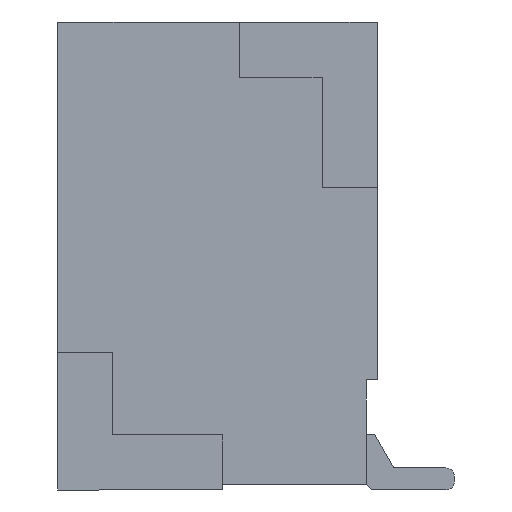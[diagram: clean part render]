
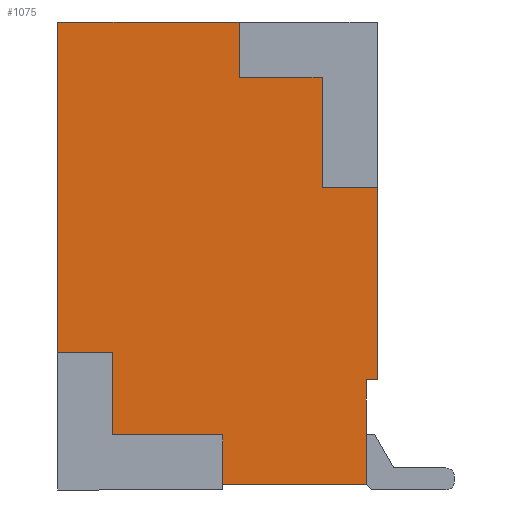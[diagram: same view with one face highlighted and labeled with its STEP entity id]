
A CAD part, left-side view. The second image highlights one B-rep face of the part: STEP entity #1075.
In plain terms, the highlighted planar face has unit normal (-1, 0, 0).
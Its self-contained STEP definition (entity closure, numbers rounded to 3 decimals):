
#343 = VERTEX_POINT('',#344);
#344 = CARTESIAN_POINT('',(-4.,-0.675,0.05));
#350 = EDGE_CURVE('',#343,#351,#353,.T.);
#351 = VERTEX_POINT('',#352);
#352 = CARTESIAN_POINT('',(-4.,-0.675,1.));
#353 = LINE('',#354,#355);
#354 = CARTESIAN_POINT('',(-4.,-0.675,1.));
#355 = VECTOR('',#356,1.);
#356 = DIRECTION('',(0.,0.,1.));
#719 = VERTEX_POINT('',#720);
#720 = CARTESIAN_POINT('',(-4.,2.125,4.25));
#726 = EDGE_CURVE('',#727,#719,#729,.T.);
#727 = VERTEX_POINT('',#728);
#728 = CARTESIAN_POINT('',(-4.,2.125,1.25));
#729 = LINE('',#730,#731);
#730 = CARTESIAN_POINT('',(-4.,2.125,0.));
#731 = VECTOR('',#732,1.);
#732 = DIRECTION('',(0.,0.,1.));
#966 = VERTEX_POINT('',#967);
#967 = CARTESIAN_POINT('',(-4.,-0.775,1.));
#973 = EDGE_CURVE('',#351,#966,#974,.T.);
#974 = LINE('',#975,#976);
#975 = CARTESIAN_POINT('',(-4.,-0.675,1.));
#976 = VECTOR('',#977,1.);
#977 = DIRECTION('',(0.,-1.,0.));
#1075 = ADVANCED_FACE('',(#1076),#1165,.T.);
#1076 = FACE_BOUND('',#1077,.T.);
#1077 = EDGE_LOOP('',(#1078,#1088,#1094,#1095,#1096,#1104,#1112,#1120,
    #1128,#1136,#1142,#1143,#1151,#1159));
#1078 = ORIENTED_EDGE('',*,*,#1079,.T.);
#1079 = EDGE_CURVE('',#1080,#1082,#1084,.T.);
#1080 = VERTEX_POINT('',#1081);
#1081 = CARTESIAN_POINT('',(-4.,0.625,0.5));
#1082 = VERTEX_POINT('',#1083);
#1083 = CARTESIAN_POINT('',(-4.,0.625,0.05));
#1084 = LINE('',#1085,#1086);
#1085 = CARTESIAN_POINT('',(-4.,0.625,0.5));
#1086 = VECTOR('',#1087,1.);
#1087 = DIRECTION('',(0.,0.,-1.));
#1088 = ORIENTED_EDGE('',*,*,#1089,.F.);
#1089 = EDGE_CURVE('',#343,#1082,#1090,.T.);
#1090 = LINE('',#1091,#1092);
#1091 = CARTESIAN_POINT('',(-4.,-0.675,0.05));
#1092 = VECTOR('',#1093,1.);
#1093 = DIRECTION('',(0.,1.,0.));
#1094 = ORIENTED_EDGE('',*,*,#350,.T.);
#1095 = ORIENTED_EDGE('',*,*,#973,.T.);
#1096 = ORIENTED_EDGE('',*,*,#1097,.F.);
#1097 = EDGE_CURVE('',#1098,#966,#1100,.T.);
#1098 = VERTEX_POINT('',#1099);
#1099 = CARTESIAN_POINT('',(-4.,-0.775,2.75));
#1100 = LINE('',#1101,#1102);
#1101 = CARTESIAN_POINT('',(-4.,-0.775,0.));
#1102 = VECTOR('',#1103,1.);
#1103 = DIRECTION('',(0.,0.,-1.));
#1104 = ORIENTED_EDGE('',*,*,#1105,.T.);
#1105 = EDGE_CURVE('',#1098,#1106,#1108,.T.);
#1106 = VERTEX_POINT('',#1107);
#1107 = CARTESIAN_POINT('',(-4.,-0.275,2.75));
#1108 = LINE('',#1109,#1110);
#1109 = CARTESIAN_POINT('',(-4.,-0.275,2.75));
#1110 = VECTOR('',#1111,1.);
#1111 = DIRECTION('',(0.,1.,0.));
#1112 = ORIENTED_EDGE('',*,*,#1113,.T.);
#1113 = EDGE_CURVE('',#1106,#1114,#1116,.T.);
#1114 = VERTEX_POINT('',#1115);
#1115 = CARTESIAN_POINT('',(-4.,-0.275,3.75));
#1116 = LINE('',#1117,#1118);
#1117 = CARTESIAN_POINT('',(-4.,-0.275,3.75));
#1118 = VECTOR('',#1119,1.);
#1119 = DIRECTION('',(0.,0.,1.));
#1120 = ORIENTED_EDGE('',*,*,#1121,.T.);
#1121 = EDGE_CURVE('',#1114,#1122,#1124,.T.);
#1122 = VERTEX_POINT('',#1123);
#1123 = CARTESIAN_POINT('',(-4.,0.475,3.75));
#1124 = LINE('',#1125,#1126);
#1125 = CARTESIAN_POINT('',(-4.,0.475,3.75));
#1126 = VECTOR('',#1127,1.);
#1127 = DIRECTION('',(0.,1.,0.));
#1128 = ORIENTED_EDGE('',*,*,#1129,.T.);
#1129 = EDGE_CURVE('',#1122,#1130,#1132,.T.);
#1130 = VERTEX_POINT('',#1131);
#1131 = CARTESIAN_POINT('',(-4.,0.475,4.25));
#1132 = LINE('',#1133,#1134);
#1133 = CARTESIAN_POINT('',(-4.,0.475,4.25));
#1134 = VECTOR('',#1135,1.);
#1135 = DIRECTION('',(0.,0.,1.));
#1136 = ORIENTED_EDGE('',*,*,#1137,.F.);
#1137 = EDGE_CURVE('',#719,#1130,#1138,.T.);
#1138 = LINE('',#1139,#1140);
#1139 = CARTESIAN_POINT('',(-4.,-0.775,4.25));
#1140 = VECTOR('',#1141,1.);
#1141 = DIRECTION('',(0.,-1.,0.));
#1142 = ORIENTED_EDGE('',*,*,#726,.F.);
#1143 = ORIENTED_EDGE('',*,*,#1144,.T.);
#1144 = EDGE_CURVE('',#727,#1145,#1147,.T.);
#1145 = VERTEX_POINT('',#1146);
#1146 = CARTESIAN_POINT('',(-4.,1.625,1.25));
#1147 = LINE('',#1148,#1149);
#1148 = CARTESIAN_POINT('',(-4.,2.125,1.25));
#1149 = VECTOR('',#1150,1.);
#1150 = DIRECTION('',(0.,-1.,0.));
#1151 = ORIENTED_EDGE('',*,*,#1152,.T.);
#1152 = EDGE_CURVE('',#1145,#1153,#1155,.T.);
#1153 = VERTEX_POINT('',#1154);
#1154 = CARTESIAN_POINT('',(-4.,1.625,0.5));
#1155 = LINE('',#1156,#1157);
#1156 = CARTESIAN_POINT('',(-4.,1.625,1.25));
#1157 = VECTOR('',#1158,1.);
#1158 = DIRECTION('',(0.,0.,-1.));
#1159 = ORIENTED_EDGE('',*,*,#1160,.T.);
#1160 = EDGE_CURVE('',#1153,#1080,#1161,.T.);
#1161 = LINE('',#1162,#1163);
#1162 = CARTESIAN_POINT('',(-4.,1.625,0.5));
#1163 = VECTOR('',#1164,1.);
#1164 = DIRECTION('',(0.,-1.,0.));
#1165 = PLANE('',#1166);
#1166 = AXIS2_PLACEMENT_3D('',#1167,#1168,#1169);
#1167 = CARTESIAN_POINT('',(-4.,-0.775,4.25));
#1168 = DIRECTION('',(-1.,0.,0.));
#1169 = DIRECTION('',(0.,-1.,0.));
